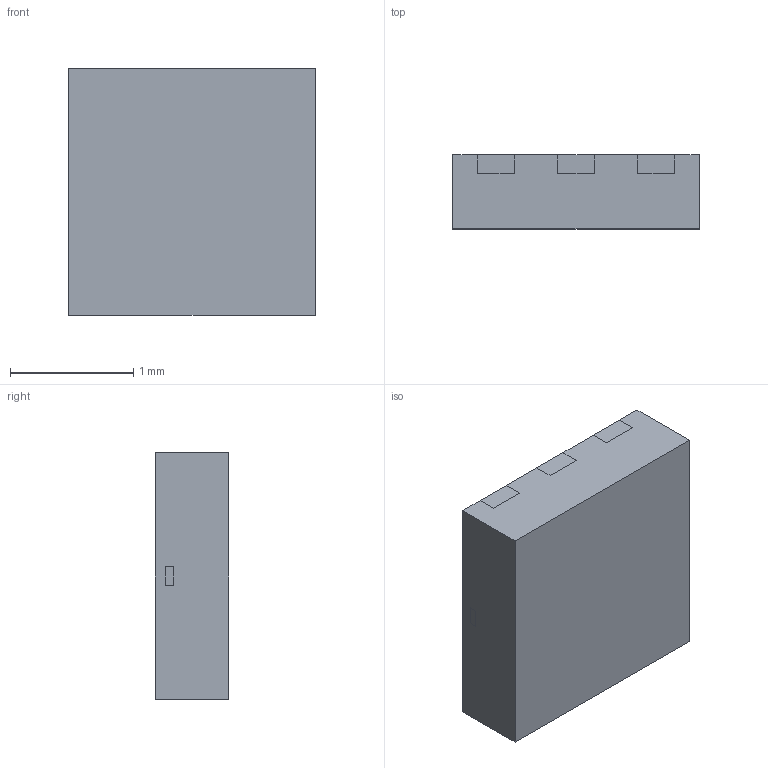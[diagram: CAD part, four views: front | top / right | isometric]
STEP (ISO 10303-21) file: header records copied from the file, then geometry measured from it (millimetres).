
FILE_DESCRIPTION(/* description */ ('Unknown'),/* implementation_level */ '2;1');
FILE_NAME(/* name */ 'DFN2020-6',/* time_stamp */ '2024-11-01T15:46:47+08:00',/* author */ ('Unknown'),/* organization */ ('Unknown'),/* preprocessor_version */ 'ST-DEVELOPER v18.102',/* originating_system */ 'Solid Edge',/* authorisation */ 'Unknown');
FILE_SCHEMA (('AUTOMOTIVE_DESIGN {1 0 10303 214 3 1 1}'));
Length unit declared in the file: millimetre
Products named in the file (3): DFN2020-6; LDF; Compound
Assembly tree (2 placements, depth 2):
  DFN2020-6
    LDF
    Compound
Bounding box: 2 x 0.6 x 2 mm (x, y, z)
Volume: 2.4 mm3; surface area: 24.1 mm2
Topology: 8 solids, 8 shells, 213 faces, 588 edges, 392 vertices
Faces by surface type: plane 165, cylinder 48
Entity records: 7581 total; most frequent: CARTESIAN_POINT 1196, ORIENTED_EDGE 1176, DIRECTION 1116, EDGE_CURVE 588, LINE 492, VECTOR 492, VERTEX_POINT 392, AXIS2_PLACEMENT_3D 312
